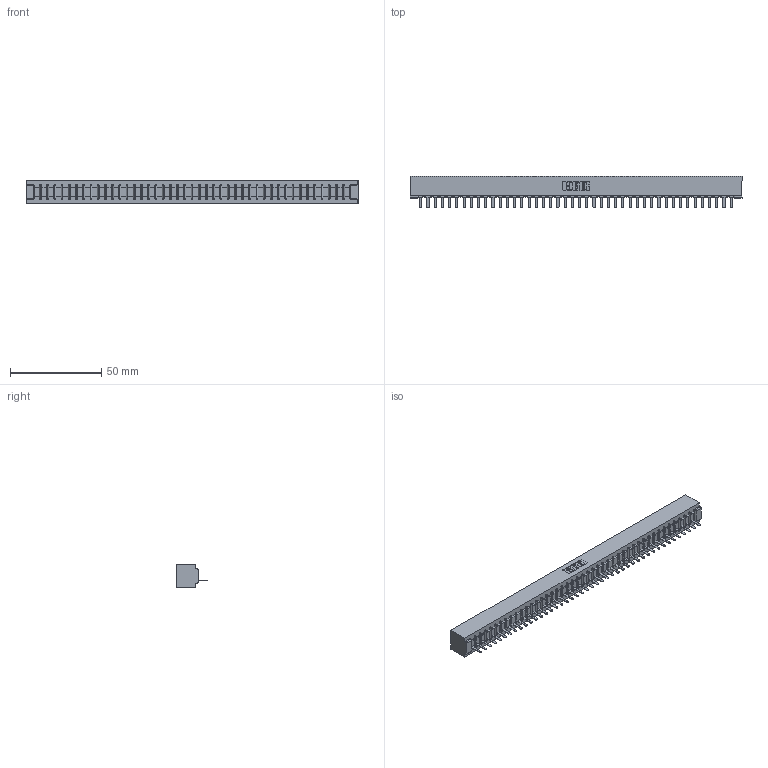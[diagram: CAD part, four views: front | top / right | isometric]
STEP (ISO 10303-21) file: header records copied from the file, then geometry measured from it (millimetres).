
FILE_DESCRIPTION (( 'STEP AP203' ), '1' );
FILE_NAME ('357-044-521-101.STEP', '2019-09-17T11:32:57', ( '' ), ( '' ), 'SwSTEP 2.0', 'SolidWorks 2016', '' );
FILE_SCHEMA (( 'CONFIG_CONTROL_DESIGN' ));
Length unit declared in the file: inch
Products named in the file (3): 307 Part_No Mounting Lugs; 357-044-521-101; 307-290-002_521
Assembly tree (45 placements, depth 2):
  357-044-521-101
    307 Part_No Mounting Lugs
    307-290-002_521  x44
Bounding box: 182.22 x 17.42 x 12.7 mm (x, y, z)
Volume: 20075.1 mm3; surface area: 25642.2 mm2
Topology: 45 solids, 45 shells, 3411 faces, 10507 edges, 6882 vertices
Faces by surface type: plane 2046, cylinder 1275, sphere 90
Entity records: 37914 total; most frequent: CARTESIAN_POINT 6396, ORIENTED_EDGE 6386, DIRECTION 6211, EDGE_CURVE 3193, VECTOR 2449, LINE 2449, VERTEX_POINT 2066, AXIS2_PLACEMENT_3D 1881
